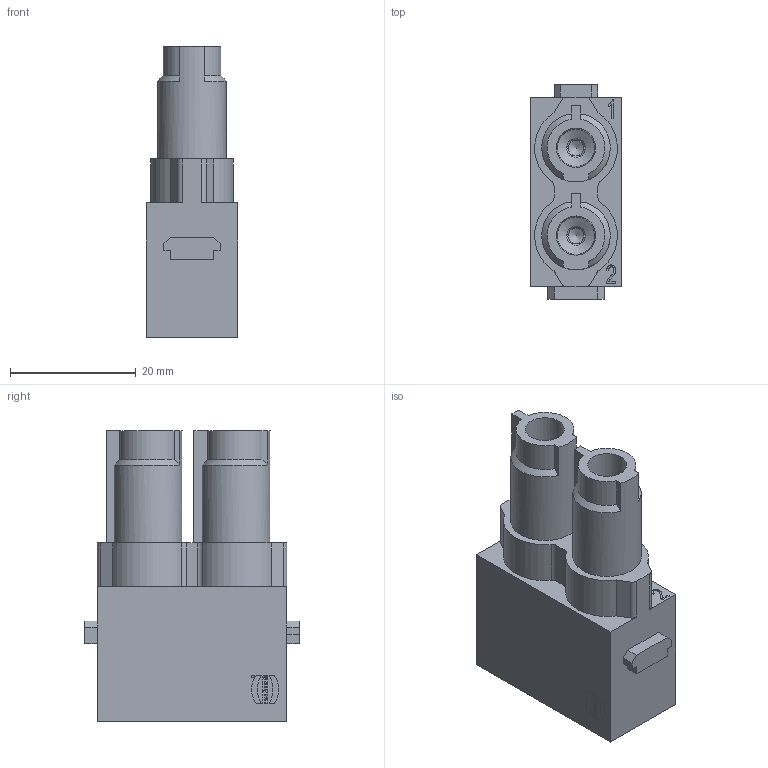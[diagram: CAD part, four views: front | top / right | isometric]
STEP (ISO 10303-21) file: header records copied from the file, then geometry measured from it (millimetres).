
FILE_DESCRIPTION(/* description */ (''),/* implementation_level */ '2;1');
FILE_NAME(/* name */ '100180165ugm000_d.stp',/* time_stamp */ '2019-06-12T11:10:53+02:00',/* author */ (''),/* organization */ (''),/* preprocessor_version */ 'ST-DEVELOPER v16.7',/* originating_system */ 'SIEMENS PLM Software NX 12.0',/* authorisation */ '');
FILE_SCHEMA (('AUTOMOTIVE_DESIGN { 1 0 10303 214 3 1 1 1 }'));
Length unit declared in the file: millimetre
Products named in the file (1): 100180165ugm000_d
Bounding box: 14.65 x 34.2 x 46.35 mm (x, y, z)
Volume: 11524.7 mm3; surface area: 6870.3 mm2
Topology: 1 solids, 1 shells, 281 faces, 870 edges, 757 vertices
Faces by surface type: plane 163, extrusion 47, cylinder 39, cone 26, torus 4, bspline 2
Full cylindrical faces by diameter (mm): 0.443 x1, 2.5 x2, 3 x2, 5 x2, 6 x4, 6.25 x2, 8.95 x2, 9 x2
Entity records: 11121 total; most frequent: CARTESIAN_POINT 2649, ORIENTED_EDGE 1344, DIRECTION 1276, EDGE_CURVE 672, VECTOR 578, LINE 531, VERTEX_POINT 466, EDGE_LOOP 350
